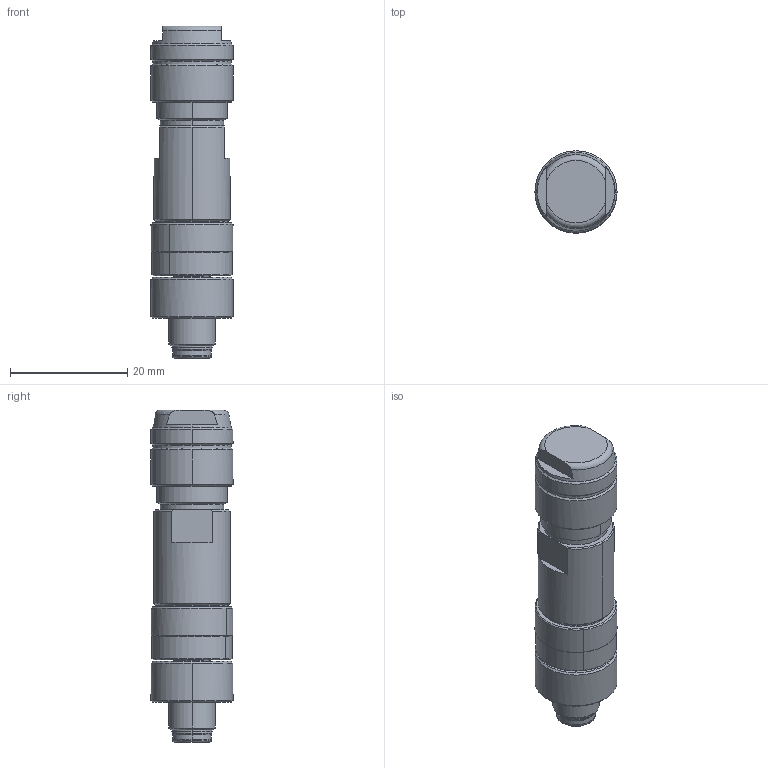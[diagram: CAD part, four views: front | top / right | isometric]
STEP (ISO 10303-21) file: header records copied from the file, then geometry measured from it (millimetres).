
FILE_DESCRIPTION(('CATIA V5 STEP Exchange','CAx-IF Rec.Pracs.--- Model Styling and Organization---1.4--- 2014-01-23'),'2;1');
FILE_NAME ('003166-3_1', '2021-03-09T13:07:55+00:00', ('none'), ('Weidmueller'), 'CATIA Version 5-6 Release 2016 SP3 HF44', 'CATIA V5 STEP AP214', 'none');
FILE_SCHEMA(('AUTOMOTIVE_DESIGN { 1 0 10303 214 1 1 1 1 }'));
Length unit declared in the file: millimetre
Products named in the file (1): 1010060000
Bounding box: 14 x 14 x 56.66 mm (x, y, z)
Volume: 7077.1 mm3; surface area: 3833.3 mm2
Topology: 6 solids, 6 shells, 122 faces, 260 edges, 158 vertices
Faces by surface type: cylinder 44, cone 36, plane 28, torus 8, bspline 6
Entity records: 3515 total; most frequent: CARTESIAN_POINT 1060, ORIENTED_EDGE 520, DIRECTION 413, EDGE_CURVE 260, AXIS2_PLACEMENT_3D 219, VERTEX_POINT 158, EDGE_LOOP 132, ADVANCED_FACE 122
